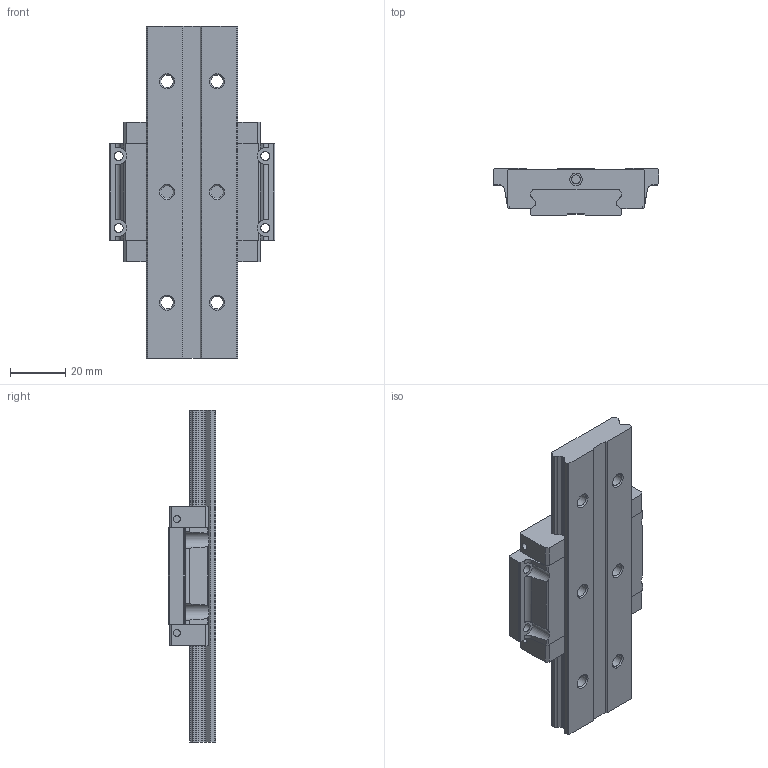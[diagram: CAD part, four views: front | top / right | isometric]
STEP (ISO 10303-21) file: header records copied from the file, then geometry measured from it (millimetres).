
FILE_DESCRIPTION((''),'2;1');
FILE_NAME('wew17cc.stp','2012-08-03T15:08:37',('liveinlib'),(''),'Autodesk Inventor 2012','Autodesk Inventor 2012','');
FILE_SCHEMA(('AUTOMOTIVE_DESIGN { 1 0 10303 214 1 1 1 1 }'));
Length unit declared in the file: millimetre
Products named in the file (3): wew17cc; wer17; weh17ca
Assembly tree (2 placements, depth 2):
  wew17cc
    wer17
    weh17ca
Bounding box: 60 x 17 x 120 mm (x, y, z)
Volume: 59596.5 mm3; surface area: 21388.5 mm2
Topology: 2 solids, 2 shells, 233 faces, 625 edges, 410 vertices
Faces by surface type: plane 105, cylinder 104, cone 24
Full cylindrical faces by diameter (mm): 2.5 x4, 3.242 x6, 3.3 x2, 4.5 x8, 7.5 x6
Entity records: 7161 total; most frequent: CARTESIAN_POINT 1259, DIRECTION 1257, ORIENTED_EDGE 1130, EDGE_CURVE 565, AXIS2_PLACEMENT_3D 462, VERTEX_POINT 400, VECTOR 333, LINE 333
